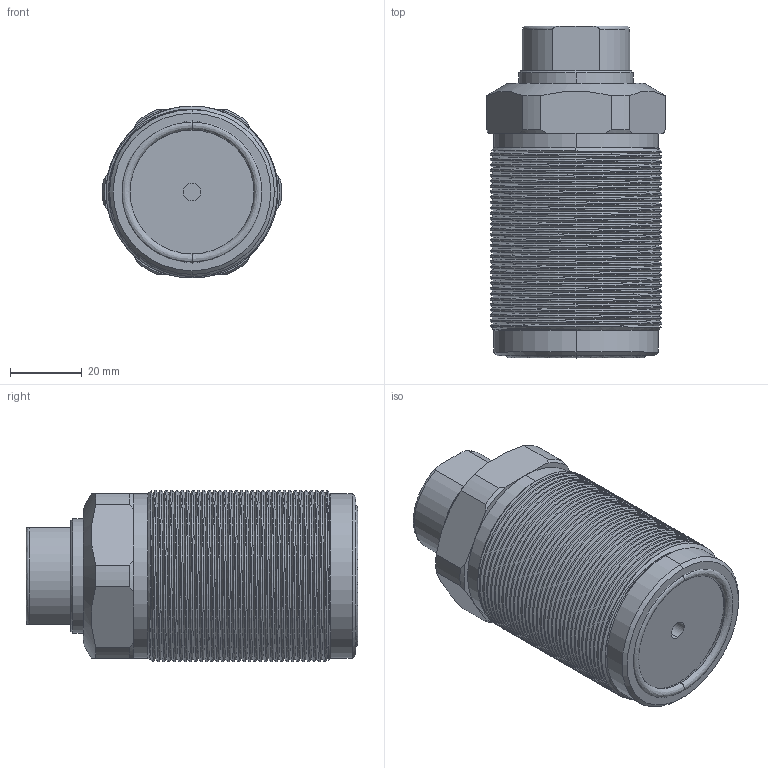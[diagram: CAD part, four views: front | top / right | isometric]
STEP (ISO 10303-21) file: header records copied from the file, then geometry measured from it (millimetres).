
FILE_DESCRIPTION (( 'STEP AP214' ), '1' );
FILE_NAME ('CTC-P048A-20.STEP', '2020-11-11T10:52:38', ( 'PC' ), ( '' ), 'SwSTEP 2.0', 'SolidWorks 2016', '' );
FILE_SCHEMA (( 'AUTOMOTIVE_DESIGN' ));
Length unit declared in the file: millimetre
Products named in the file (3): CTC-P048A-20; AS568-126
Assembly tree (2 placements, depth 2):
  CTC-P048A-20
    AS568-126
    CTC-P048A-20
Bounding box: 49.96 x 92.62 x 48 mm (x, y, z)
Volume: 140151.1 mm3; surface area: 23197 mm2
Topology: 2 solids, 2 shells, 132 faces, 359 edges, 233 vertices
Faces by surface type: cylinder 87, plane 20, cone 16, bspline 9
Entity records: 8461 total; most frequent: CARTESIAN_POINT 5472, ORIENTED_EDGE 714, DIRECTION 514, EDGE_CURVE 357, VERTEX_POINT 233, AXIS2_PLACEMENT_3D 197, EDGE_LOOP 138, FACE_OUTER_BOUND 132
